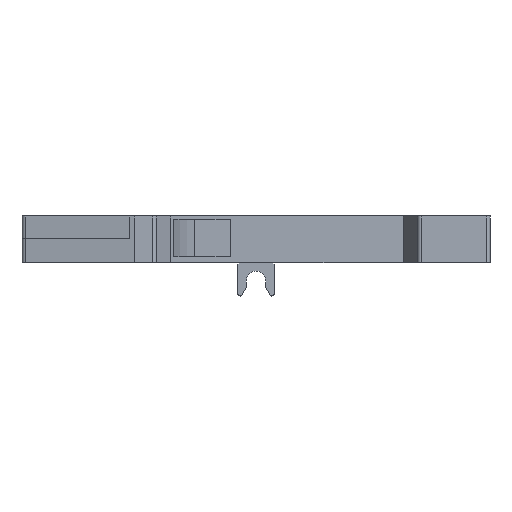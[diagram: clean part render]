
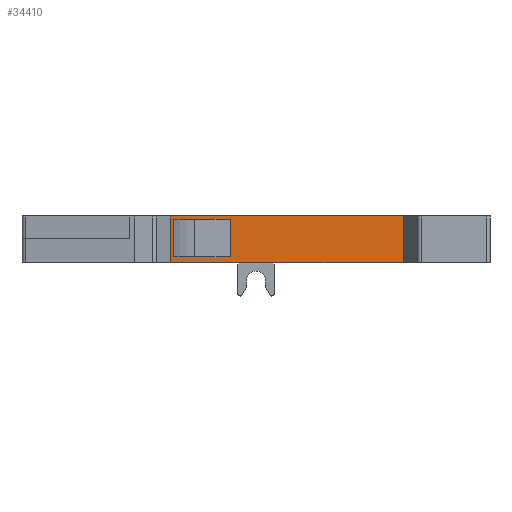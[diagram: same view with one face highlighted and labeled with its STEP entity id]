
A CAD part, front view. The second image highlights one B-rep face of the part: STEP entity #34410.
In plain terms, the highlighted planar face has unit normal (0, -1, 0).
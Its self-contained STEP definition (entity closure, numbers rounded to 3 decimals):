
#11940=CARTESIAN_POINT('',(2.5,0.,0.));
#11950=VERTEX_POINT('',#11940);
#11980=CARTESIAN_POINT('',(-118.434,0.,0.));
#11990=DIRECTION('',(-1.,0.,0.));
#12000=VECTOR('',#11990,1.);
#12010=LINE('',#11980,#12000);
#12020=CARTESIAN_POINT('',(-30.7,0.,0.));
#12030=VERTEX_POINT('',#12020);
#12040=EDGE_CURVE('',#11950,#12030,#12010,.T.);
#16750=CARTESIAN_POINT('',(-30.7,0.,-6.2));
#16760=VERTEX_POINT('',#16750);
#16790=CARTESIAN_POINT('',(-118.434,0.,-6.2));
#16800=DIRECTION('',(1.,0.,0.));
#16810=VECTOR('',#16800,1.);
#16820=LINE('',#16790,#16810);
#16830=CARTESIAN_POINT('',(2.5,0.,-6.2));
#16840=VERTEX_POINT('',#16830);
#16850=EDGE_CURVE('',#16760,#16840,#16820,.T.);
#33500=CARTESIAN_POINT('',(-30.7,0.,-3.75));
#33510=VERTEX_POINT('',#33500);
#33540=CARTESIAN_POINT('',(-30.7,0.,2.964));
#33550=DIRECTION('',(0.,0.,-1.));
#33560=VECTOR('',#33550,1.);
#33570=LINE('',#33540,#33560);
#33580=EDGE_CURVE('',#33510,#16760,#33570,.T.);
#33650=CARTESIAN_POINT('',(2.5,0.,0.));
#33660=DIRECTION('',(0.,1.,0.));
#33670=DIRECTION('',(1.,0.,0.));
#33680=AXIS2_PLACEMENT_3D('',#33650,#33660,#33670);
#33690=PLANE('',#33680);
#33700=CARTESIAN_POINT('',(-118.434,0.,-3.75));
#33710=DIRECTION('',(1.,0.,0.));
#33720=VECTOR('',#33710,1.);
#33730=LINE('',#33700,#33720);
#33740=CARTESIAN_POINT('',(-30.5,0.,-3.75));
#33750=VERTEX_POINT('',#33740);
#33760=EDGE_CURVE('',#33510,#33750,#33730,.T.);
#33770=ORIENTED_EDGE('',*,*,#33760,.F.);
#33780=CARTESIAN_POINT('',(-30.5,0.,2.964));
#33790=DIRECTION('',(0.,0.,1.));
#33800=VECTOR('',#33790,1.);
#33810=LINE('',#33780,#33800);
#33820=CARTESIAN_POINT('',(-30.5,0.,-2.05));
#33830=VERTEX_POINT('',#33820);
#33840=EDGE_CURVE('',#33750,#33830,#33810,.T.);
#33850=ORIENTED_EDGE('',*,*,#33840,.F.);
#33860=CARTESIAN_POINT('',(-118.434,0.,-2.05));
#33870=DIRECTION('',(1.,0.,0.));
#33880=VECTOR('',#33870,1.);
#33890=LINE('',#33860,#33880);
#33900=CARTESIAN_POINT('',(-30.7,0.,-2.05));
#33910=VERTEX_POINT('',#33900);
#33920=EDGE_CURVE('',#33910,#33830,#33890,.T.);
#33930=ORIENTED_EDGE('',*,*,#33920,.T.);
#33940=EDGE_CURVE('',#12030,#33910,#33570,.T.);
#33950=ORIENTED_EDGE('',*,*,#33940,.T.);
#33960=ORIENTED_EDGE('',*,*,#12040,.T.);
#33970=CARTESIAN_POINT('',(2.5,0.,2.964));
#33980=DIRECTION('',(0.,0.,-1.));
#33990=VECTOR('',#33980,1.);
#34000=LINE('',#33970,#33990);
#34010=EDGE_CURVE('',#11950,#16840,#34000,.T.);
#34020=ORIENTED_EDGE('',*,*,#34010,.F.);
#34030=ORIENTED_EDGE('',*,*,#16850,.T.);
#34040=ORIENTED_EDGE('',*,*,#33580,.T.);
#34050=EDGE_LOOP('',(#34040,#34030,#34020,#33960,#33950,#33930,#33850,
#33770));
#34060=FACE_OUTER_BOUND('',#34050,.T.);
#34070=CARTESIAN_POINT('',(-20.4,0.,2.964));
#34080=DIRECTION('',(0.,0.,1.));
#34090=VECTOR('',#34080,1.);
#34100=LINE('',#34070,#34090);
#34110=CARTESIAN_POINT('',(-20.4,0.,-5.4));
#34120=VERTEX_POINT('',#34110);
#34130=CARTESIAN_POINT('',(-20.4,0.,-0.4));
#34140=VERTEX_POINT('',#34130);
#34150=EDGE_CURVE('',#34120,#34140,#34100,.T.);
#34160=ORIENTED_EDGE('',*,*,#34150,.F.);
#34170=CARTESIAN_POINT('',(-118.434,0.,
-0.4));
#34180=DIRECTION('',(1.,0.,0.));
#34190=VECTOR('',#34180,1.);
#34200=LINE('',#34170,#34190);
#34210=CARTESIAN_POINT('',(-27.935,0.,-0.4));
#34220=VERTEX_POINT('',#34210);
#34230=EDGE_CURVE('',#34220,#34140,#34200,.T.);
#34240=ORIENTED_EDGE('',*,*,#34230,.T.);
#34250=CARTESIAN_POINT('',(-27.935,0.,-0.4));
#34260=DIRECTION('',(0.,0.,1.));
#34270=VECTOR('',#34260,1.);
#34280=LINE('',#34250,#34270);
#34290=CARTESIAN_POINT('',(-27.935,0.,-5.4));
#34300=VERTEX_POINT('',#34290);
#34310=EDGE_CURVE('',#34300,#34220,#34280,.T.);
#34320=ORIENTED_EDGE('',*,*,#34310,.T.);
#34330=CARTESIAN_POINT('',(-118.434,0.,-5.4));
#34340=DIRECTION('',(1.,0.,0.));
#34350=VECTOR('',#34340,1.);
#34360=LINE('',#34330,#34350);
#34370=EDGE_CURVE('',#34300,#34120,#34360,.T.);
#34380=ORIENTED_EDGE('',*,*,#34370,.F.);
#34390=EDGE_LOOP('',(#34380,#34320,#34240,#34160));
#34400=FACE_BOUND('',#34390,.T.);
#34410=ADVANCED_FACE('',(#34060,#34400),#33690,.F.);
